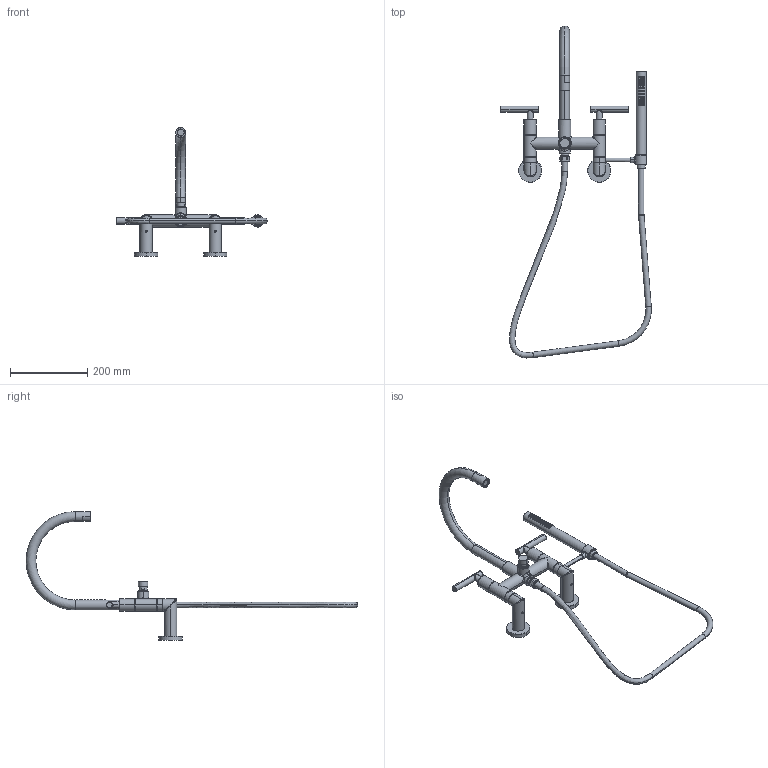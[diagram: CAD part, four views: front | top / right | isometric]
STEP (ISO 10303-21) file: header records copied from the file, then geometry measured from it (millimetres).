
FILE_DESCRIPTION((''),'2;1');
FILE_NAME('1500-4283','2023-02-23T22:58:17',('nehatek'),(''),'CREO PARAMETRIC BY PTC INC, 2019352','CREO PARAMETRIC BY PTC INC, 2019352','');
FILE_SCHEMA(('CONFIG_CONTROL_DESIGN'));
Length unit declared in the file: inch
Products named in the file (1): 1500-4283
Bounding box: 389.13 x 858.25 x 332.74 mm (x, y, z)
Volume: 1241920.9 mm3; surface area: 225432.5 mm2
Topology: 5 solids, 5 shells, 1190 faces, 2645 edges, 1595 vertices
Faces by surface type: bspline 678, cylinder 315, plane 125, cone 38, torus 24, sphere 10
Entity records: 133215 total; most frequent: CARTESIAN_POINT 111945, ORIENTED_EDGE 5288, DIRECTION 2681, EDGE_CURVE 2644, VERTEX_POINT 1595, B_SPLINE_CURVE_WITH_KNOTS 1505, EDGE_LOOP 1323, FACE_OUTER_BOUND 1190
